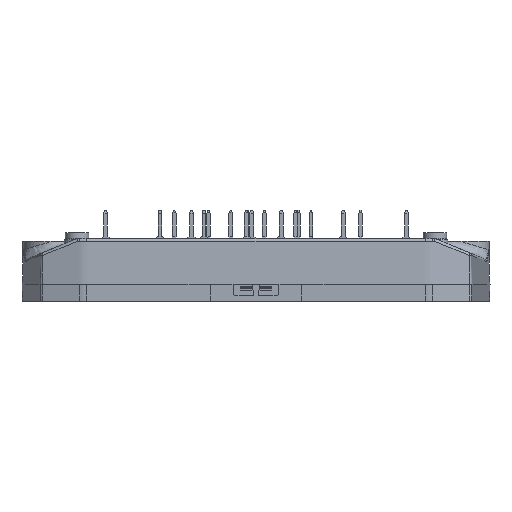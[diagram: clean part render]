
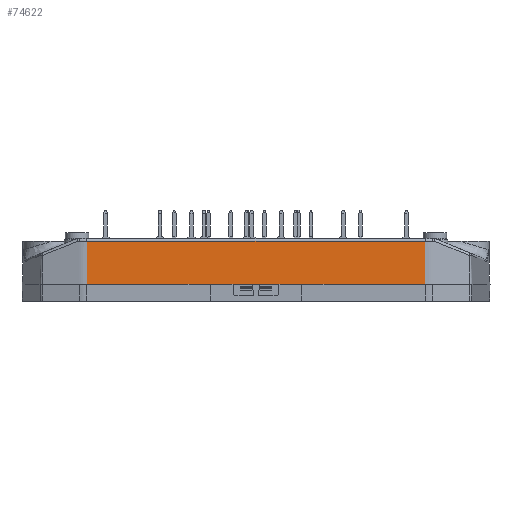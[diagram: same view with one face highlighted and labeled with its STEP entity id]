
A CAD part, front view. The second image highlights one B-rep face of the part: STEP entity #74622.
In plain terms, the highlighted planar face has unit normal (0, -1, 0.026).
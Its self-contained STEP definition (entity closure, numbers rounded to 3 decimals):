
#9350=ORIENTED_EDGE('',*,*,#23912,.F.);
#9351=ORIENTED_EDGE('',*,*,#23913,.T.);
#9352=ORIENTED_EDGE('',*,*,#23594,.F.);
#9353=ORIENTED_EDGE('',*,*,#23914,.F.);
#9354=ORIENTED_EDGE('',*,*,#23915,.T.);
#9355=ORIENTED_EDGE('',*,*,#23916,.T.);
#9356=ORIENTED_EDGE('',*,*,#23899,.T.);
#9357=ORIENTED_EDGE('',*,*,#23917,.F.);
#9358=ORIENTED_EDGE('',*,*,#23893,.T.);
#9359=ORIENTED_EDGE('',*,*,#23444,.F.);
#9360=ORIENTED_EDGE('',*,*,#23886,.F.);
#9361=ORIENTED_EDGE('',*,*,#23581,.F.);
#23444=EDGE_CURVE('',#30915,#30916,#35753,.T.);
#23581=EDGE_CURVE('',#31042,#31043,#35831,.T.);
#23594=EDGE_CURVE('',#31052,#31053,#35839,.T.);
#23886=EDGE_CURVE('',#31043,#30915,#35987,.T.);
#23893=EDGE_CURVE('',#31241,#30916,#35991,.T.);
#23899=EDGE_CURVE('',#31246,#31245,#35994,.T.);
#23912=EDGE_CURVE('',#31257,#31042,#36002,.T.);
#23913=EDGE_CURVE('',#31257,#31053,#36003,.F.);
#23914=EDGE_CURVE('',#31258,#31052,#36004,.F.);
#23915=EDGE_CURVE('',#31258,#31259,#36005,.T.);
#23916=EDGE_CURVE('',#31259,#31246,#36006,.T.);
#23917=EDGE_CURVE('',#31241,#31245,#36007,.T.);
#30915=VERTEX_POINT('',#103515);
#30916=VERTEX_POINT('',#103517);
#31042=VERTEX_POINT('',#103853);
#31043=VERTEX_POINT('',#103855);
#31052=VERTEX_POINT('',#103888);
#31053=VERTEX_POINT('',#103889);
#31241=VERTEX_POINT('',#105040);
#31245=VERTEX_POINT('',#105049);
#31246=VERTEX_POINT('',#105051);
#31257=VERTEX_POINT('',#105160);
#31258=VERTEX_POINT('',#105163);
#31259=VERTEX_POINT('',#105165);
#35753=LINE('',#103516,#40593);
#35831=LINE('',#103854,#40671);
#35839=LINE('',#103887,#40679);
#35987=LINE('',#105027,#40827);
#35991=LINE('',#105039,#40831);
#35994=LINE('',#105050,#40834);
#36002=LINE('',#105159,#40842);
#36003=LINE('',#105161,#40843);
#36004=LINE('',#105162,#40844);
#36005=LINE('',#105164,#40845);
#36006=LINE('',#105166,#40846);
#36007=LINE('',#105167,#40847);
#40593=VECTOR('',#86280,1000.);
#40671=VECTOR('',#86472,1000.);
#40679=VECTOR('',#86496,1000.);
#40827=VECTOR('',#86994,1000.);
#40831=VECTOR('',#87004,1000.);
#40834=VECTOR('',#87013,1000.);
#40842=VECTOR('',#87025,1000.);
#40843=VECTOR('',#87026,1000.);
#40844=VECTOR('',#87027,1000.);
#40845=VECTOR('',#87028,1000.);
#40846=VECTOR('',#87029,1000.);
#40847=VECTOR('',#87030,1000.);
#45599=EDGE_LOOP('',(#9350,#9351,#9352,#9353,#9354,#9355,#9356,#9357,#9358,
#9359,#9360,#9361));
#48811=FACE_BOUND('',#45599,.T.);
#51354=PLANE('',#78631);
#74622=ADVANCED_FACE('',(#48811),#51354,.T.);
#78631=AXIS2_PLACEMENT_3D('',#105158,#87023,#87024);
#86280=DIRECTION('',(-1.,0.,0.));
#86472=DIRECTION('',(-1.,0.,0.));
#86496=DIRECTION('',(1.,0.,0.));
#86994=DIRECTION('',(-1.,0.,0.));
#87004=DIRECTION('',(1.,0.,0.));
#87013=DIRECTION('',(1.,0.,0.));
#87023=DIRECTION('',(0.,-1.,0.026));
#87024=DIRECTION('',(0.,0.026,1.));
#87025=DIRECTION('',(-1.,0.,0.));
#87026=DIRECTION('',(0.006,-0.026,-1.));
#87027=DIRECTION('',(-0.006,-0.026,-1.));
#87028=DIRECTION('',(1.,0.,0.));
#87029=DIRECTION('',(1.,0.,0.));
#87030=DIRECTION('',(-1.,0.,0.));
#103515=CARTESIAN_POINT('',(4.,-30.776,2.02));
#103516=CARTESIAN_POINT('',(-17.961,-30.776,2.02));
#103517=CARTESIAN_POINT('',(0.827,-30.776,2.02));
#103853=CARTESIAN_POINT('',(29.513,-30.776,2.02));
#103854=CARTESIAN_POINT('',(17.961,-30.776,2.02));
#103855=CARTESIAN_POINT('',(8.,-30.776,2.02));
#103887=CARTESIAN_POINT('',(27.533,-30.58,9.533));
#103888=CARTESIAN_POINT('',(-29.469,-30.58,9.533));
#103889=CARTESIAN_POINT('',(29.469,-30.58,9.533));
#105027=CARTESIAN_POINT('',(17.961,-30.776,2.02));
#105039=CARTESIAN_POINT('',(-0.65,-30.776,2.02));
#105040=CARTESIAN_POINT('',(-0.827,-30.776,2.02));
#105049=CARTESIAN_POINT('',(-4.,-30.776,2.02));
#105050=CARTESIAN_POINT('',(-17.961,-30.776,2.02));
#105051=CARTESIAN_POINT('',(-8.,-30.776,2.02));
#105158=CARTESIAN_POINT('',(17.961,-30.776,2.02));
#105159=CARTESIAN_POINT('',(17.961,-30.776,2.02));
#105160=CARTESIAN_POINT('',(29.513,-30.776,2.02));
#105161=CARTESIAN_POINT('',(29.512,-30.775,2.087));
#105162=CARTESIAN_POINT('',(-29.512,-30.775,2.087));
#105163=CARTESIAN_POINT('',(-29.513,-30.776,2.02));
#105164=CARTESIAN_POINT('',(-17.961,-30.776,2.02));
#105165=CARTESIAN_POINT('',(-29.513,-30.776,2.02));
#105166=CARTESIAN_POINT('',(-17.961,-30.776,2.02));
#105167=CARTESIAN_POINT('',(-17.961,-30.776,2.02));
